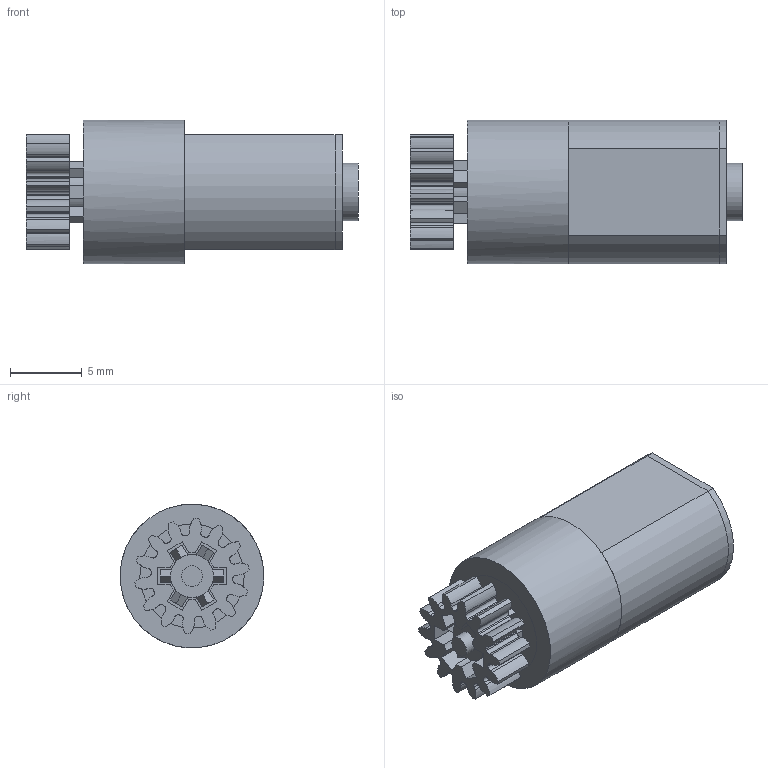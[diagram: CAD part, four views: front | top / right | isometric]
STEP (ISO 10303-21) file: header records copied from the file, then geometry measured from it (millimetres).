
FILE_DESCRIPTION(('FreeCAD Model'),'2;1');
FILE_NAME('Small_DC_Gear_Motor.step', '2019-12-18T20:58:51',('Author'),(''), 'Open CASCADE STEP processor 7.3','FreeCAD','Unknown');
FILE_SCHEMA(('AUTOMOTIVE_DESIGN { 1 0 10303 214 1 1 1 1 }'));
Length unit declared in the file: millimetre
Products named in the file (1): Small_DC_Gear_Motor_v9_cp
Bounding box: 23.1 x 9.99 x 9.99 mm (x, y, z)
Volume: 1441.2 mm3; surface area: 1307.4 mm2
Topology: 4 solids, 4 shells, 198 faces, 544 edges, 359 vertices
Faces by surface type: plane 93, cylinder 77, bspline 28
Full cylindrical faces by diameter (mm): 1.45 x1, 1.5 x1, 4 x1, 7.25 x1, 10 x1
Entity records: 15825 total; most frequent: CARTESIAN_POINT 9418, ORIENTED_EDGE 1088, DIRECTION 997, EDGE_CURVE 544, VERTEX_POINT 359, AXIS2_PLACEMENT_3D 338, LINE 321, VECTOR 321
